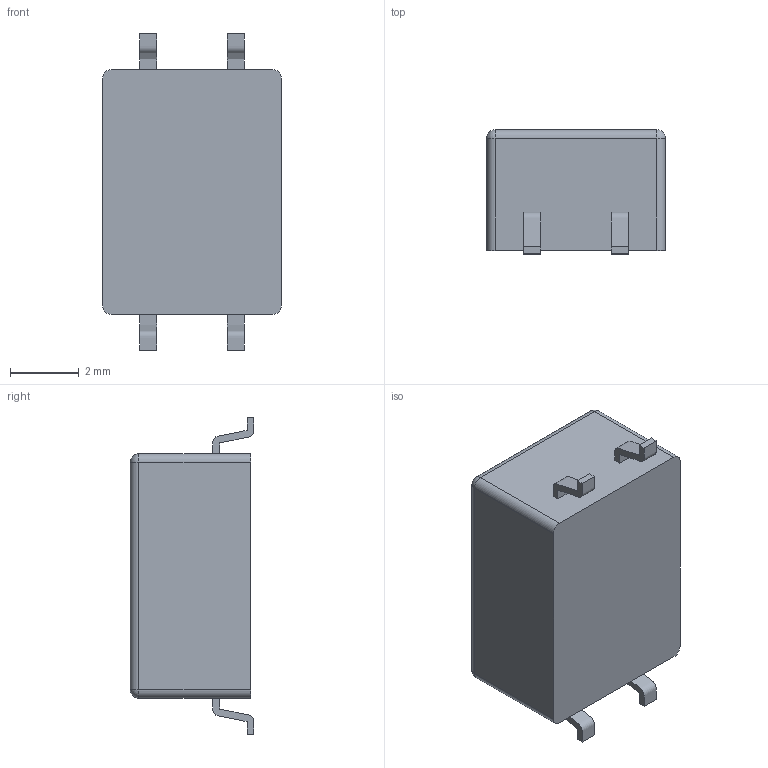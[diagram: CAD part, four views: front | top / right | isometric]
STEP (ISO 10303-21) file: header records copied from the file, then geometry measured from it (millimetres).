
FILE_DESCRIPTION (( 'STEP AP214' ), '1' );
FILE_NAME ('ESMIT-4180.STEP', '2020-02-04T16:47:57', ( '' ), ( '' ), 'SwSTEP 2.0', 'SolidWorks 2018', '' );
FILE_SCHEMA (( 'AUTOMOTIVE_DESIGN' ));
Length unit declared in the file: millimetre
Products named in the file (1): ESMIT-4180
Bounding box: 5.2 x 3.6 x 9.2 mm (x, y, z)
Volume: 129.4 mm3; surface area: 165.9 mm2
Topology: 1 solids, 1 shells, 46 faces, 144 edges, 100 vertices
Faces by surface type: plane 26, cylinder 8, bspline 8, sphere 4
Entity records: 2610 total; most frequent: CARTESIAN_POINT 983, ORIENTED_EDGE 280, DIRECTION 250, EDGE_CURVE 140, LINE 108, VECTOR 108, VERTEX_POINT 100, AXIS2_PLACEMENT_3D 71
